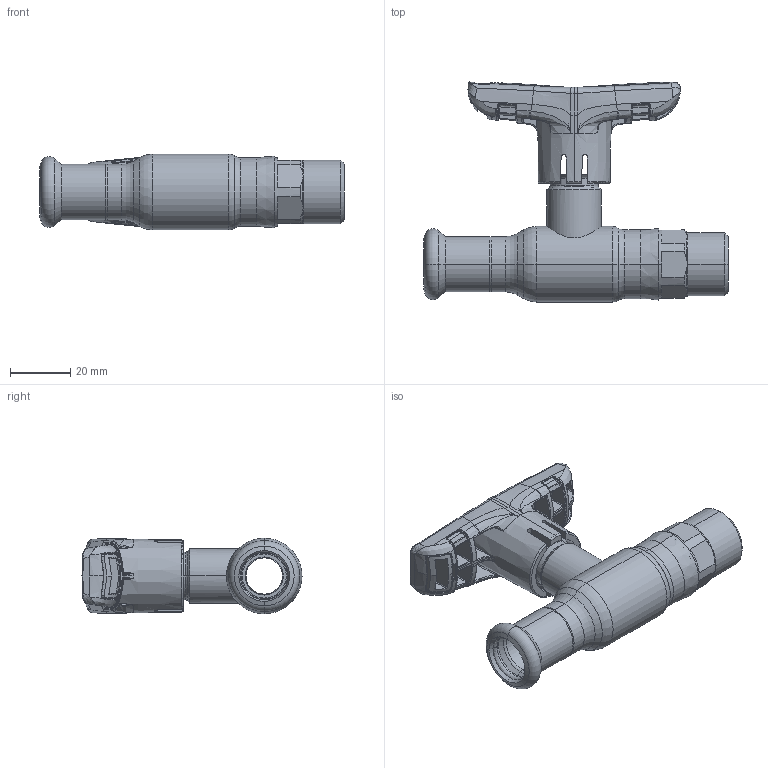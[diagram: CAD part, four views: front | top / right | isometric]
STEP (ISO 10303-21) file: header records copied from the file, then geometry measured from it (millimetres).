
FILE_DESCRIPTION (( 'STEP AP214' ), '1' );
FILE_NAME ('2010001210-0400.step', '2024-01-11T11:07:49', ( '' ), ( '' ), 'SwSTEP 2.0', 'SolidWorks 2021', '' );
FILE_SCHEMA (( 'AUTOMOTIVE_DESIGN' ));
Length unit declared in the file: millimetre
Products named in the file (1): 2010001210-0400
Bounding box: 100.8 x 72.79 x 25 mm (x, y, z)
Surface area: 20098.9 mm2 (no closed solid volume)
Topology: 0 solids, 8 shells, 750 faces, 2157 edges, 1340 vertices
Faces by surface type: bspline 580, plane 60, cone 37, cylinder 36, torus 23, sphere 14
Entity records: 57118 total; most frequent: CARTESIAN_POINT 34379, ORIENTED_EDGE 3820, EDGE_CURVE 2147, DIRECTION 1530, B_SPLINE_CURVE_WITH_KNOTS 1461, VERTEX_POINT 1336, EDGE_LOOP 757, UNCERTAINTY_MEASURE_WITH_UNIT 752
